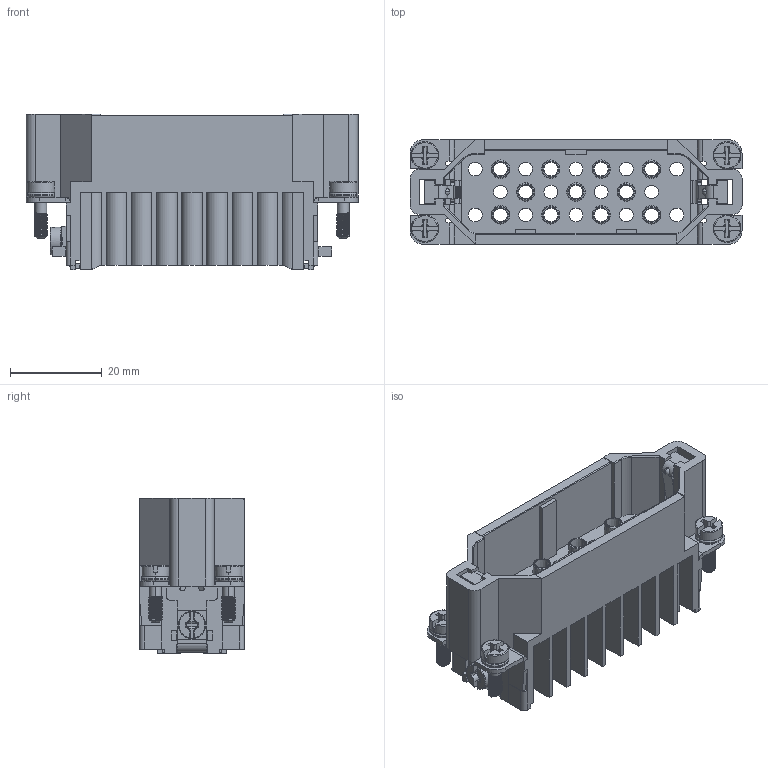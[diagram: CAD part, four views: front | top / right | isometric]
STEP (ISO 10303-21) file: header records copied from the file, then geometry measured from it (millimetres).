
FILE_DESCRIPTION (( 'STEP AP203' ), '1' );
FILE_NAME ('FHD00001-M0250GY00 HD-025-MC-REF（渲染）.step', '2026-02-09T01:49:23', ( '' ), ( '' ), 'SwSTEP 2.0', 'SolidWorks 2021', '' );
FILE_SCHEMA (( 'CONFIG_CONTROL_DESIGN' ));
Length unit declared in the file: millimetre
Products named in the file (1): FHD00001-M0250GY00  HD-025-MC-REF（渲染）
Bounding box: 72.5 x 22.9 x 34 mm (x, y, z)
Volume: 18014.7 mm3; surface area: 23139.7 mm2
Topology: 1 solids, 1 shells, 1179 faces, 3156 edges, 1965 vertices
Faces by surface type: plane 537, cylinder 434, cone 105, torus 88, bspline 15
Entity records: 45030 total; most frequent: CARTESIAN_POINT 16045, ORIENTED_EDGE 6296, DIRECTION 5916, EDGE_CURVE 3148, AXIS2_PLACEMENT_3D 2011, VERTEX_POINT 1965, LINE 1894, VECTOR 1894
